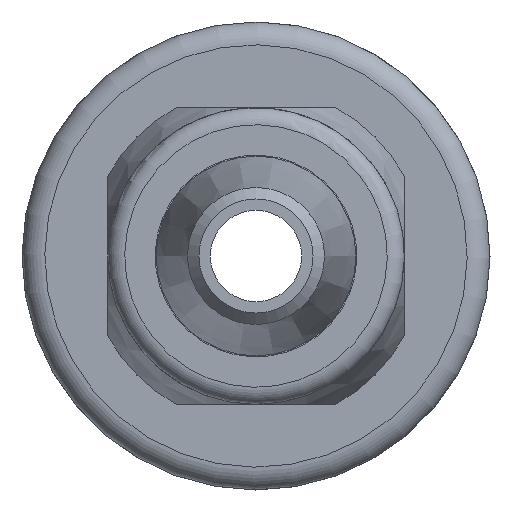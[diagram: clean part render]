
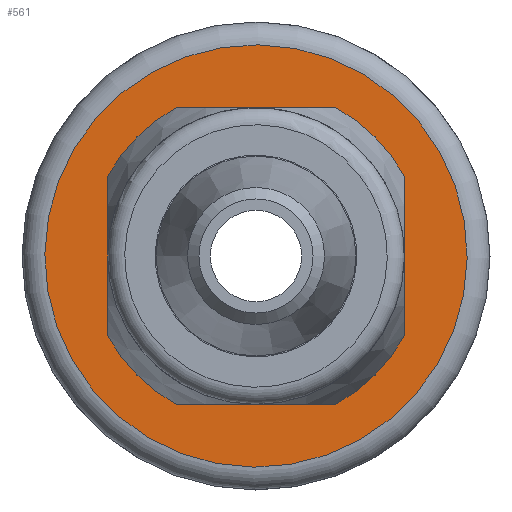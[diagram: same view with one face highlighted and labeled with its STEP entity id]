
A CAD part, left-side view. The second image highlights one B-rep face of the part: STEP entity #561.
In plain terms, the highlighted planar face has unit normal (-1, 0, 0).
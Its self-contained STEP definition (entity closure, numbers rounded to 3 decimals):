
#27=FACE_BOUND('',#105,.T.);
#34=PLANE('',#632);
#65=FACE_OUTER_BOUND('',#104,.T.);
#104=EDGE_LOOP('',(#403));
#105=EDGE_LOOP('',(#404));
#199=CIRCLE('',#633,3.7);
#200=CIRCLE('',#634,2.6);
#252=VERTEX_POINT('',#946);
#253=VERTEX_POINT('',#948);
#308=EDGE_CURVE('',#252,#252,#199,.T.);
#309=EDGE_CURVE('',#253,#253,#200,.T.);
#403=ORIENTED_EDGE('',*,*,#308,.T.);
#404=ORIENTED_EDGE('',*,*,#309,.F.);
#561=ADVANCED_FACE('',(#65,#27),#34,.T.);
#632=AXIS2_PLACEMENT_3D('',#945,#741,#742);
#633=AXIS2_PLACEMENT_3D('',#947,#743,#744);
#634=AXIS2_PLACEMENT_3D('',#949,#745,#746);
#741=DIRECTION('center_axis',(-1.,0.,0.));
#742=DIRECTION('ref_axis',(0.,0.,-1.));
#743=DIRECTION('center_axis',(-1.,0.,0.));
#744=DIRECTION('ref_axis',(0.,-0.01,1.));
#745=DIRECTION('center_axis',(-1.,0.,0.));
#746=DIRECTION('ref_axis',(0.,0.,1.));
#945=CARTESIAN_POINT('Origin',(0.,0.,0.));
#946=CARTESIAN_POINT('',(0.,-0.039,3.7));
#947=CARTESIAN_POINT('Origin',(0.,0.,0.));
#948=CARTESIAN_POINT('',(0.,0.,2.6));
#949=CARTESIAN_POINT('Origin',(0.,0.,0.));
